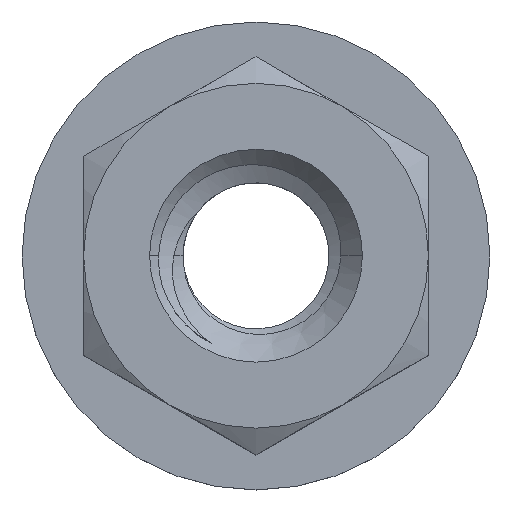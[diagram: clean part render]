
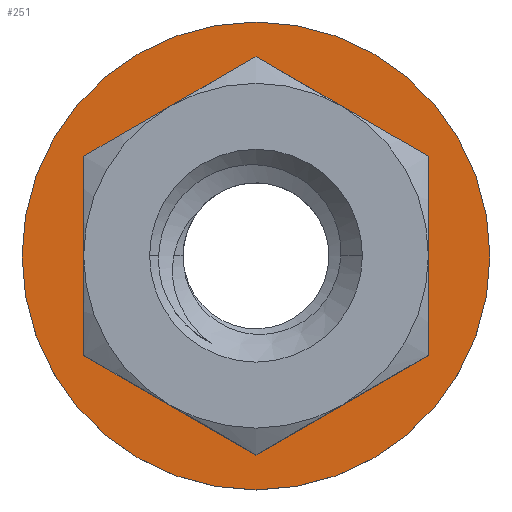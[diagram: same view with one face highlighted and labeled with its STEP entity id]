
A CAD part, top view. The second image highlights one B-rep face of the part: STEP entity #251.
In plain terms, the highlighted planar face has unit normal (0, 0, 1).
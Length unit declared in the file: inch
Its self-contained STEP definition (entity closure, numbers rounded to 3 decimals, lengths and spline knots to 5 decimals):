
#47 = ORIENTED_EDGE ( 'NONE', *, *, #441, .F. ) ;
#52 = ORIENTED_EDGE ( 'NONE', *, *, #379, .F. ) ;
#53 = ORIENTED_EDGE ( 'NONE', *, *, #373, .F. ) ;
#54 = ORIENTED_EDGE ( 'NONE', *, *, #426, .F. ) ;
#89 = ORIENTED_EDGE ( 'NONE', *, *, #411, .F. ) ;
#135 = ORIENTED_EDGE ( 'NONE', *, *, #407, .F. ) ;
#146 = ORIENTED_EDGE ( 'NONE', *, *, #445, .F. ) ;
#158 = ORIENTED_EDGE ( 'NONE', *, *, #355, .F. ) ;
#251 = ADVANCED_FACE ( 'NONE', ( #1018, #1051 ), #1841, .F. ) ;
#355 = EDGE_CURVE ( 'NONE', #1640, #1587, #1020, .T. ) ;
#373 = EDGE_CURVE ( 'NONE', #1714, #1725, #1064, .T. ) ;
#379 = EDGE_CURVE ( 'NONE', #1725, #1714, #1058, .T. ) ;
#401 = AXIS2_PLACEMENT_3D ( 'NONE', #1274, #1277, #1276 ) ;
#407 = EDGE_CURVE ( 'NONE', #1699, #1636, #875, .T. ) ;
#411 = EDGE_CURVE ( 'NONE', #1636, #1637, #1091, .T. ) ;
#413 = AXIS2_PLACEMENT_3D ( 'NONE', #1783, #1664, #1777 ) ;
#426 = EDGE_CURVE ( 'NONE', #1583, #1640, #996, .T. ) ;
#441 = EDGE_CURVE ( 'NONE', #1637, #1583, #882, .T. ) ;
#445 = EDGE_CURVE ( 'NONE', #1587, #1699, #1062, .T. ) ;
#470 = AXIS2_PLACEMENT_3D ( 'NONE', #1419, #1345, #1147 ) ;
#509 = CARTESIAN_POINT ( 'NONE',  ( -0.29688, 0., -0.19438 ) ) ;
#515 = CARTESIAN_POINT ( 'NONE',  ( 0.29688, 0., -0.19438 ) ) ;
#571 = CARTESIAN_POINT ( 'NONE',  ( -0.21875, 0.1263, -0.19438 ) ) ;
#599 = CARTESIAN_POINT ( 'NONE',  ( 0.21875, -0.1263, -0.19438 ) ) ;
#617 = CARTESIAN_POINT ( 'NONE',  ( -0.21875, 0.1263, -0.19438 ) ) ;
#639 = CARTESIAN_POINT ( 'NONE',  ( 0.21875, 0.1263, -0.19438 ) ) ;
#656 = CARTESIAN_POINT ( 'NONE',  ( 0., 0.25259, -0.19438 ) ) ;
#660 = CARTESIAN_POINT ( 'NONE',  ( 0., 0.25259, -0.19438 ) ) ;
#676 = DIRECTION ( 'NONE',  ( -0.866, -0.5, 0. ) ) ;
#691 = CARTESIAN_POINT ( 'NONE',  ( -0.21875, -0.1263, -0.19438 ) ) ;
#731 = DIRECTION ( 'NONE',  ( 0., -1., 0. ) ) ;
#743 = CARTESIAN_POINT ( 'NONE',  ( 0.21875, 0.1263, -0.19438 ) ) ;
#744 = DIRECTION ( 'NONE',  ( -0.866, 0.5, 0. ) ) ;
#771 = DIRECTION ( 'NONE',  ( 0.866, 0.5, 0. ) ) ;
#780 = CARTESIAN_POINT ( 'NONE',  ( 0., -0.25259, -0.19438 ) ) ;
#791 = CARTESIAN_POINT ( 'NONE',  ( 0., -0.25259, -0.19438 ) ) ;
#865 = VECTOR ( 'NONE', #1365, 39.37008 ) ;
#872 = VECTOR ( 'NONE', #676, 39.37008 ) ;
#875 = LINE ( 'NONE', #1340, #865 ) ;
#882 = LINE ( 'NONE', #660, #872 ) ;
#890 = EDGE_LOOP ( 'NONE', ( #52, #53 ) ) ;
#906 = VECTOR ( 'NONE', #771, 39.37008 ) ;
#965 = VECTOR ( 'NONE', #1293, 39.37008 ) ;
#995 = VECTOR ( 'NONE', #731, 39.37008 ) ;
#996 = LINE ( 'NONE', #571, #995 ) ;
#997 = EDGE_LOOP ( 'NONE', ( #89, #135, #146, #158, #54, #47 ) ) ;
#1018 = FACE_BOUND ( 'NONE', #997, .T. ) ;
#1020 = LINE ( 'NONE', #1158, #965 ) ;
#1051 = FACE_OUTER_BOUND ( 'NONE', #890, .T. ) ;
#1057 = VECTOR ( 'NONE', #744, 39.37008 ) ;
#1058 = CIRCLE ( 'NONE', #401, 0.29688 ) ;
#1062 = LINE ( 'NONE', #780, #906 ) ;
#1064 = CIRCLE ( 'NONE', #470, 0.29688 ) ;
#1091 = LINE ( 'NONE', #743, #1057 ) ;
#1147 = DIRECTION ( 'NONE',  ( -1., 0., 0. ) ) ;
#1158 = CARTESIAN_POINT ( 'NONE',  ( -0.21875, -0.1263, -0.19438 ) ) ;
#1274 = CARTESIAN_POINT ( 'NONE',  ( 0., 0., -0.19438 ) ) ;
#1276 = DIRECTION ( 'NONE',  ( -1., 0., 0. ) ) ;
#1277 = DIRECTION ( 'NONE',  ( 0., 0., -1. ) ) ;
#1293 = DIRECTION ( 'NONE',  ( 0.866, -0.5, 0. ) ) ;
#1340 = CARTESIAN_POINT ( 'NONE',  ( 0.21875, -0.1263, -0.19438 ) ) ;
#1345 = DIRECTION ( 'NONE',  ( 0., 0., -1. ) ) ;
#1365 = DIRECTION ( 'NONE',  ( 0., 1., 0. ) ) ;
#1419 = CARTESIAN_POINT ( 'NONE',  ( 0., 0., -0.19438 ) ) ;
#1583 = VERTEX_POINT ( 'NONE', #617 ) ;
#1587 = VERTEX_POINT ( 'NONE', #791 ) ;
#1636 = VERTEX_POINT ( 'NONE', #639 ) ;
#1637 = VERTEX_POINT ( 'NONE', #656 ) ;
#1640 = VERTEX_POINT ( 'NONE', #691 ) ;
#1664 = DIRECTION ( 'NONE',  ( 0., 0., -1. ) ) ;
#1699 = VERTEX_POINT ( 'NONE', #599 ) ;
#1714 = VERTEX_POINT ( 'NONE', #515 ) ;
#1725 = VERTEX_POINT ( 'NONE', #509 ) ;
#1777 = DIRECTION ( 'NONE',  ( -1., 0., 0. ) ) ;
#1783 = CARTESIAN_POINT ( 'NONE',  ( 0., 0., -0.19438 ) ) ;
#1841 = PLANE ( 'NONE',  #413 ) ;
